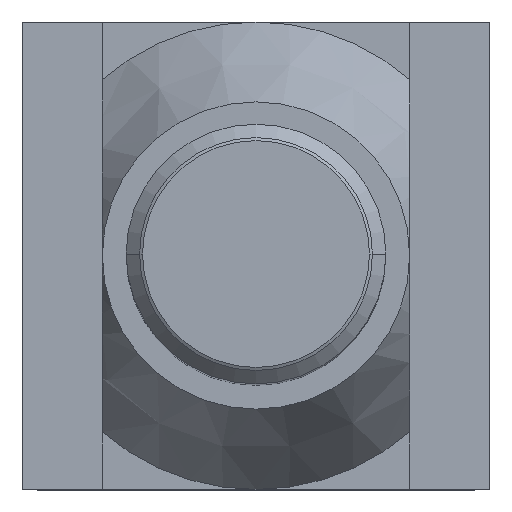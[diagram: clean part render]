
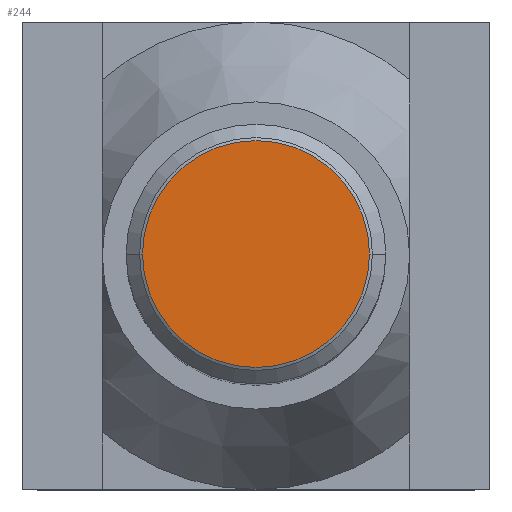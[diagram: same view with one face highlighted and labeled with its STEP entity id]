
A CAD part, top view. The second image highlights one B-rep face of the part: STEP entity #244.
In plain terms, the highlighted planar face has unit normal (0, 0, 1).
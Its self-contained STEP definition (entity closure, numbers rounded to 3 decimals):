
#148=EDGE_CURVE('',#364,#240,#404,.T.);
#240=VERTEX_POINT('',#505);
#244=ADVANCED_FACE('',(#510),#511,.T.);
#338=EDGE_CURVE('',#240,#364,#613,.T.);
#364=VERTEX_POINT('',#644);
#404=CIRCLE('',#678,13.105);
#505=CARTESIAN_POINT('',(13.105,0.,125.0));
#510=FACE_OUTER_BOUND('',#840,.T.);
#511=PLANE('',#841);
#613=CIRCLE('',#1005,13.105);
#644=CARTESIAN_POINT('',(-13.105,0.,125.0));
#678=AXIS2_PLACEMENT_3D('',#1073,#1074,#1075);
#840=EDGE_LOOP('',(#1198,#1199));
#841=AXIS2_PLACEMENT_3D('',#1200,#1201,#1202);
#1005=AXIS2_PLACEMENT_3D('',#1308,#1309,#1310);
#1073=CARTESIAN_POINT('',(0.,0.,125.0));
#1074=DIRECTION('',(0.0,-0.0,1.0));
#1075=DIRECTION('',(1.0,0.,0.0));
#1198=ORIENTED_EDGE('',*,*,#338,.T.);
#1199=ORIENTED_EDGE('',*,*,#148,.T.);
#1200=CARTESIAN_POINT('',(-6.625,0.,125.0));
#1201=DIRECTION('',(0.0,0.0,1.0));
#1202=DIRECTION('',(-1.0,0.,0.0));
#1308=CARTESIAN_POINT('',(0.,0.,125.0));
#1309=DIRECTION('',(0.0,-0.0,1.0));
#1310=DIRECTION('',(1.0,0.,0.0));
